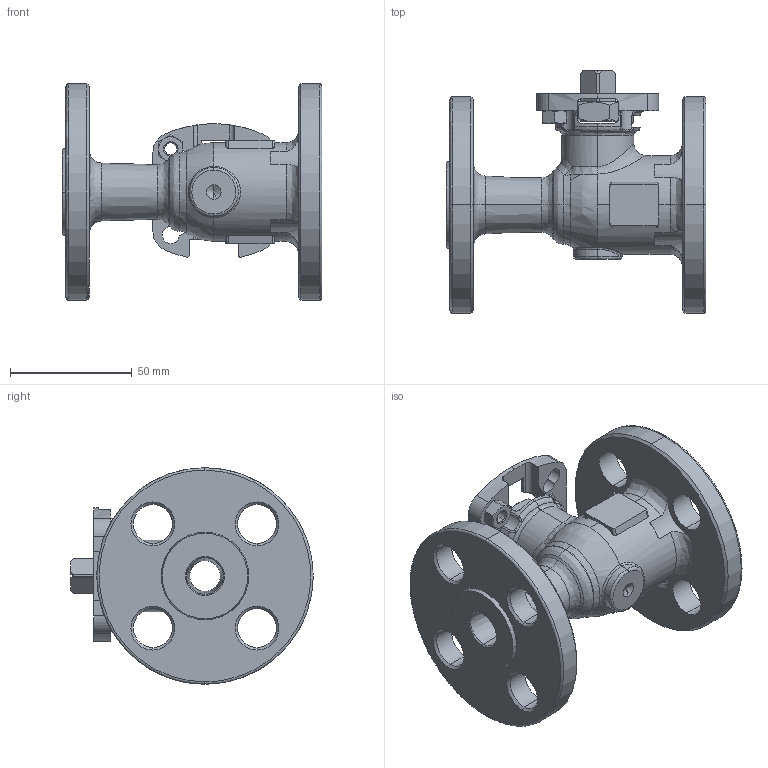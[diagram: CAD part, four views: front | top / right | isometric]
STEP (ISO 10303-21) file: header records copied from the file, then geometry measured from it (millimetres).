
FILE_DESCRIPTION (( 'STEP AP214' ), '1' );
FILE_NAME ('F91-F1-0050-XXX BARE STEM.step', '2019-09-20T11:01:15', ( '' ), ( '' ), 'SwSTEP 2.0', 'SolidWorks 2019', '' );
FILE_SCHEMA (( 'AUTOMOTIVE_DESIGN' ));
Length unit declared in the file: inch
Products named in the file (2): F91-F1-0050-XXX BARE STEM
Bounding box: 106.7 x 99.55 x 88.9 mm (x, y, z)
Surface area: 52269.6 mm2 (no closed solid volume)
Topology: 0 solids, 5 shells, 307 faces, 827 edges, 515 vertices
Faces by surface type: cylinder 108, bspline 70, plane 67, cone 62
Entity records: 34140 total; most frequent: CARTESIAN_POINT 22855, ORIENTED_EDGE 1567, DIRECTION 1430, EDGE_CURVE 823, AXIS2_PLACEMENT_3D 581, VERTEX_POINT 515, EDGE_LOOP 346, CIRCLE 342
